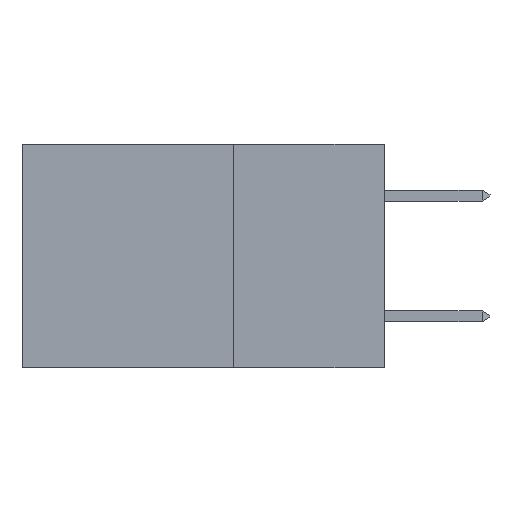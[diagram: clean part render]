
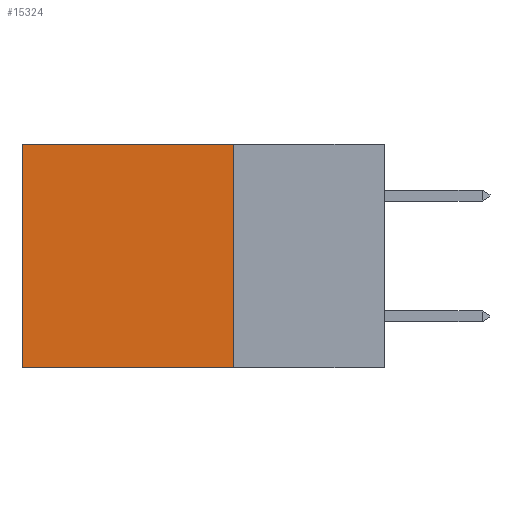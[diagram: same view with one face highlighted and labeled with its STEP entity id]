
A CAD part, left-side view. The second image highlights one B-rep face of the part: STEP entity #15324.
In plain terms, the highlighted planar face has unit normal (-1, 0, 0).
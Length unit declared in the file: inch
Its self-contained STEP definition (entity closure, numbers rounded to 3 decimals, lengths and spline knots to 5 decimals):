
#348 = LINE ( 'NONE', #14565, #6757 ) ;
#516 = CARTESIAN_POINT ( 'NONE',  ( 0.2875, 0.25, -0.37 ) ) ;
#1521 = CARTESIAN_POINT ( 'NONE',  ( 0.2875, 0.25, 0. ) ) ;
#1570 = DIRECTION ( 'NONE',  ( 0., 0., -1. ) ) ;
#2056 = LINE ( 'NONE', #4937, #11415 ) ;
#2090 = VECTOR ( 'NONE', #10311, 39.37008 ) ;
#2249 = EDGE_CURVE ( 'NONE', #12220, #5322, #12532, .T. ) ;
#2469 = VECTOR ( 'NONE', #7090, 39.37008 ) ;
#2704 = EDGE_CURVE ( 'NONE', #12704, #5322, #2056, .T. ) ;
#3457 = CARTESIAN_POINT ( 'NONE',  ( 0.2875, 0.6, -0.37 ) ) ;
#4316 = VERTEX_POINT ( 'NONE', #5534 ) ;
#4340 = ORIENTED_EDGE ( 'NONE', *, *, #7950, .T. ) ;
#4895 = AXIS2_PLACEMENT_3D ( 'NONE', #1521, #9224, #1570 ) ;
#4937 = CARTESIAN_POINT ( 'NONE',  ( 0.2875, 0.6, 0. ) ) ;
#5322 = VERTEX_POINT ( 'NONE', #3457 ) ;
#5534 = CARTESIAN_POINT ( 'NONE',  ( 0.2875, 0.25, 0. ) ) ;
#6165 = DIRECTION ( 'NONE',  ( 0., 1., 0. ) ) ;
#6757 = VECTOR ( 'NONE', #6165, 39.37008 ) ;
#6887 = CARTESIAN_POINT ( 'NONE',  ( 0.2875, 0.6, 0. ) ) ;
#7090 = DIRECTION ( 'NONE',  ( 0., 1., 0. ) ) ;
#7950 = EDGE_CURVE ( 'NONE', #4316, #12704, #348, .T. ) ;
#9224 = DIRECTION ( 'NONE',  ( 1., 0., 0. ) ) ;
#9310 = LINE ( 'NONE', #13902, #2090 ) ;
#9687 = CARTESIAN_POINT ( 'NONE',  ( 0.2875, 0.25, -0.37 ) ) ;
#10311 = DIRECTION ( 'NONE',  ( 0., 0., -1. ) ) ;
#10716 = EDGE_CURVE ( 'NONE', #4316, #12220, #9310, .T. ) ;
#10732 = ORIENTED_EDGE ( 'NONE', *, *, #10716, .F. ) ;
#11415 = VECTOR ( 'NONE', #15333, 39.37008 ) ;
#12220 = VERTEX_POINT ( 'NONE', #516 ) ;
#12532 = LINE ( 'NONE', #9687, #2469 ) ;
#12593 = FACE_OUTER_BOUND ( 'NONE', #14609, .T. ) ;
#12704 = VERTEX_POINT ( 'NONE', #6887 ) ;
#12838 = PLANE ( 'NONE',  #4895 ) ;
#13462 = ORIENTED_EDGE ( 'NONE', *, *, #2249, .F. ) ;
#13902 = CARTESIAN_POINT ( 'NONE',  ( 0.2875, 0.25, 0. ) ) ;
#14565 = CARTESIAN_POINT ( 'NONE',  ( 0.2875, 0.25, 0. ) ) ;
#14609 = EDGE_LOOP ( 'NONE', ( #15269, #13462, #10732, #4340 ) ) ;
#15269 = ORIENTED_EDGE ( 'NONE', *, *, #2704, .T. ) ;
#15324 = ADVANCED_FACE ( 'NONE', ( #12593 ), #12838, .F. ) ;
#15333 = DIRECTION ( 'NONE',  ( 0., 0., -1. ) ) ;
